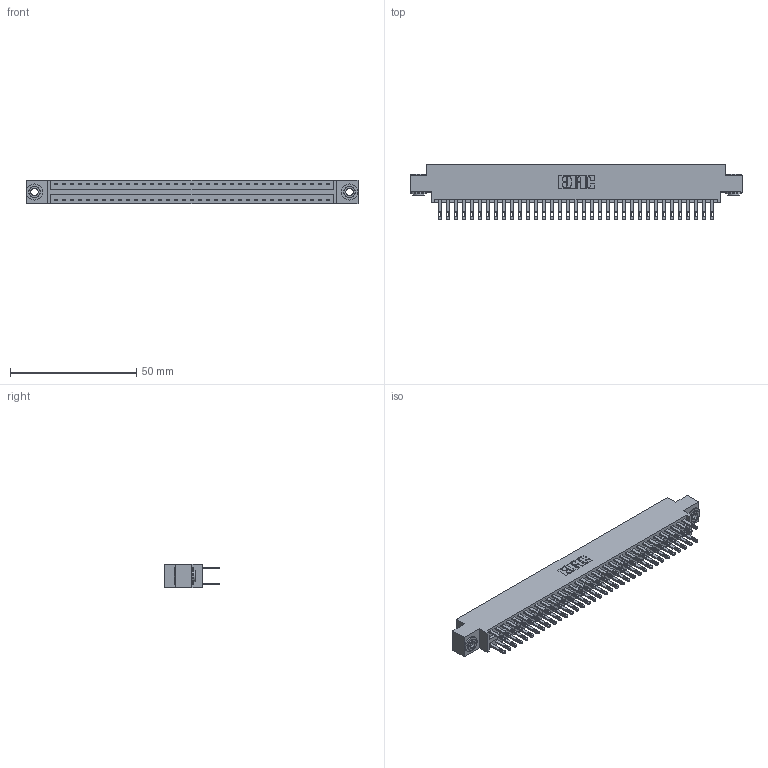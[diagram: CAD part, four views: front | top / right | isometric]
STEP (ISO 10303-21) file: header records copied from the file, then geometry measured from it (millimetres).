
FILE_DESCRIPTION (( 'STEP AP203' ), '1' );
FILE_NAME ('896-070-500-803.STEP', '2021-07-28T01:15:30', ( '' ), ( '' ), 'SwSTEP 2.0', 'SolidWorks 2020', '' );
FILE_SCHEMA (( 'CONFIG_CONTROL_DESIGN' ));
Length unit declared in the file: inch
Products named in the file (4): 846 Part_0.170 Offset - 0.156 Dia-TH; 896-070-500-803; 345-250-002_345-250-002-102; 345-292-001_345-293-100
Assembly tree (73 placements, depth 2):
  896-070-500-803
    846 Part_0.170 Offset - 0.156 Dia-TH
    345-292-001_345-293-100  x70
    345-250-002_345-250-002-102  x2
Bounding box: 131.7 x 21.84 x 9.4 mm (x, y, z)
Volume: 12866.6 mm3; surface area: 18702.5 mm2
Topology: 73 solids, 73 shells, 3524 faces, 10707 edges, 7134 vertices
Faces by surface type: plane 2120, cylinder 1396, cone 8
Entity records: 24496 total; most frequent: CARTESIAN_POINT 4023, ORIENTED_EDGE 3950, DIRECTION 3629, EDGE_CURVE 1975, VECTOR 1675, LINE 1675, VERTEX_POINT 1314, AXIS2_PLACEMENT_3D 977
